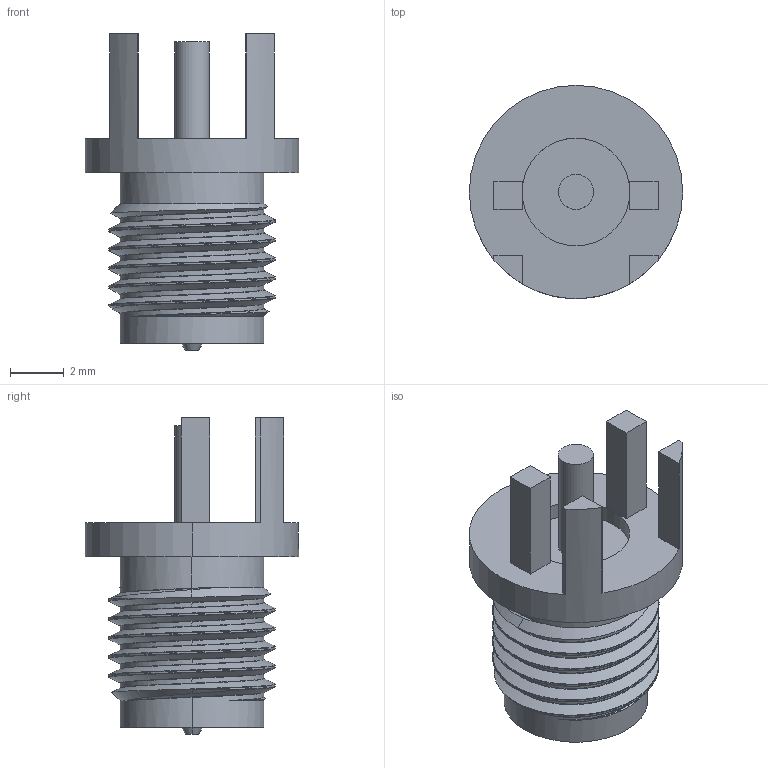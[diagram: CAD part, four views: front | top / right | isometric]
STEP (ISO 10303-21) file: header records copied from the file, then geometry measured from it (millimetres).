
FILE_DESCRIPTION (( 'STEP AP214' ), '1' );
FILE_NAME ('Linx RP-SMA CONREVSMA003.062.STEP', '2016-07-16T18:41:50', ( '' ), ( '' ), 'SwSTEP 2.0', 'SolidWorks 2015', '' );
FILE_SCHEMA (( 'AUTOMOTIVE_DESIGN' ));
Length unit declared in the file: millimetre
Products named in the file (1): Linx RP-SMA CONREVSMA003.062
Bounding box: 7.93 x 7.93 x 11.76 mm (x, y, z)
Volume: 198.9 mm3; surface area: 419.2 mm2
Topology: 1 solids, 2 shells, 72 faces, 572 edges, 509 vertices
Faces by surface type: plane 29, cylinder 28, cone 8, bspline 7
Entity records: 13219 total; most frequent: CARTESIAN_POINT 9487, ORIENTED_EDGE 1144, EDGE_CURVE 572, VERTEX_POINT 509, B_SPLINE_CURVE_WITH_KNOTS 443, DIRECTION 303, AXIS2_PLACEMENT_3D 108, VECTOR 87
